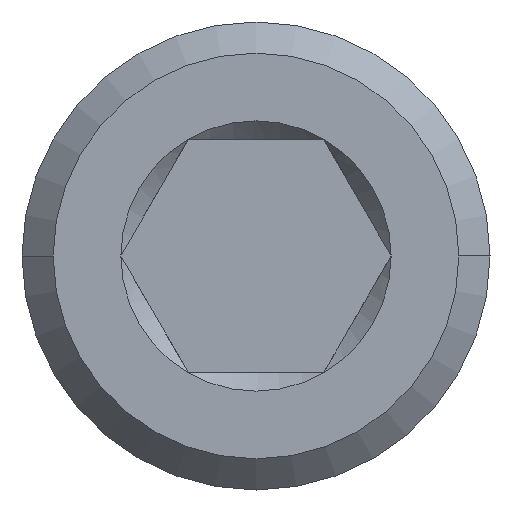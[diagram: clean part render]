
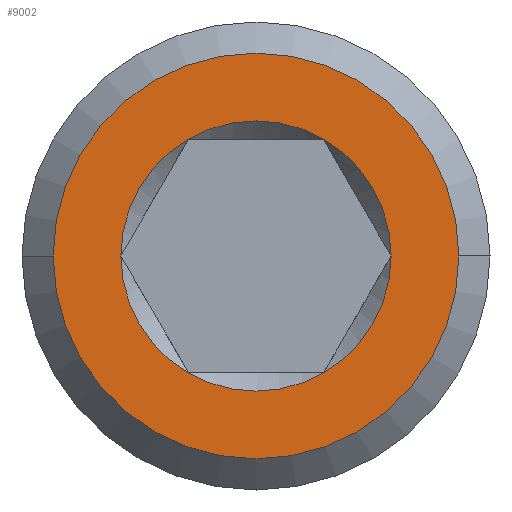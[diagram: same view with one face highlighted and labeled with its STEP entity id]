
A CAD part, left-side view. The second image highlights one B-rep face of the part: STEP entity #9002.
In plain terms, the highlighted planar face has unit normal (-1, 0, 0).
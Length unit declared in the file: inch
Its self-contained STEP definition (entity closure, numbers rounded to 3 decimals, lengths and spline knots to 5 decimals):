
#595 = CIRCLE ( 'NONE', #10616, 0.10825 ) ;
#673 = ORIENTED_EDGE ( 'NONE', *, *, #6600, .F. ) ;
#677 = ORIENTED_EDGE ( 'NONE', *, *, #6599, .F. ) ;
#766 = CIRCLE ( 'NONE', #11712, 0.10825 ) ;
#817 = CIRCLE ( 'NONE', #10615, 0.10825 ) ;
#818 = CIRCLE ( 'NONE', #11713, 0.10825 ) ;
#866 = ORIENTED_EDGE ( 'NONE', *, *, #6597, .F. ) ;
#896 = ORIENTED_EDGE ( 'NONE', *, *, #6616, .F. ) ;
#899 = ORIENTED_EDGE ( 'NONE', *, *, #6613, .F. ) ;
#925 = CIRCLE ( 'NONE', #11711, 0.10825 ) ;
#927 = CIRCLE ( 'NONE', #11714, 0.10825 ) ;
#928 = CIRCLE ( 'NONE', #11716, 0.1625 ) ;
#975 = ORIENTED_EDGE ( 'NONE', *, *, #6594, .F. ) ;
#976 = ORIENTED_EDGE ( 'NONE', *, *, #6586, .F. ) ;
#1051 = ORIENTED_EDGE ( 'NONE', *, *, #6930, .F. ) ;
#1461 = DIRECTION ( 'NONE',  ( 0., 1., 0. ) ) ;
#1462 = DIRECTION ( 'NONE',  ( 1., 0., 0. ) ) ;
#1465 = CARTESIAN_POINT ( 'NONE',  ( -2., 0., 0. ) ) ;
#1875 = VERTEX_POINT ( 'NONE', #2164 ) ;
#1885 = VERTEX_POINT ( 'NONE', #2168 ) ;
#2084 = CARTESIAN_POINT ( 'NONE',  ( -2., -0.05413, -0.09375 ) ) ;
#2090 = CARTESIAN_POINT ( 'NONE',  ( -2., -0.10825, 0. ) ) ;
#2164 = CARTESIAN_POINT ( 'NONE',  ( -2., -0.1625, 0. ) ) ;
#2168 = CARTESIAN_POINT ( 'NONE',  ( -2., 0.1625, 0. ) ) ;
#2176 = VERTEX_POINT ( 'NONE', #2324 ) ;
#2295 = VERTEX_POINT ( 'NONE', #2084 ) ;
#2296 = VERTEX_POINT ( 'NONE', #2090 ) ;
#2299 = VERTEX_POINT ( 'NONE', #2430 ) ;
#2300 = VERTEX_POINT ( 'NONE', #2436 ) ;
#2301 = VERTEX_POINT ( 'NONE', #2432 ) ;
#2324 = CARTESIAN_POINT ( 'NONE',  ( -2., 0.05413, 0.09375 ) ) ;
#2430 = CARTESIAN_POINT ( 'NONE',  ( -2., -0.05413, 0.09375 ) ) ;
#2432 = CARTESIAN_POINT ( 'NONE',  ( -2., 0.10825, 0. ) ) ;
#2436 = CARTESIAN_POINT ( 'NONE',  ( -2., 0.05413, -0.09375 ) ) ;
#6586 = EDGE_CURVE ( 'NONE', #1875, #1885, #928, .T. ) ;
#6594 = EDGE_CURVE ( 'NONE', #2299, #2176, #927, .T. ) ;
#6597 = EDGE_CURVE ( 'NONE', #2296, #2299, #818, .T. ) ;
#6599 = EDGE_CURVE ( 'NONE', #2295, #2296, #766, .T. ) ;
#6600 = EDGE_CURVE ( 'NONE', #2301, #2300, #925, .T. ) ;
#6613 = EDGE_CURVE ( 'NONE', #2176, #2301, #817, .T. ) ;
#6616 = EDGE_CURVE ( 'NONE', #2300, #2295, #595, .T. ) ;
#6930 = EDGE_CURVE ( 'NONE', #1885, #1875, #11725, .T. ) ;
#9002 = ADVANCED_FACE ( 'NONE', ( #11368, #11359 ), #12376, .T. ) ;
#10615 = AXIS2_PLACEMENT_3D ( 'NONE', #13732, #12764, #13308 ) ;
#10616 = AXIS2_PLACEMENT_3D ( 'NONE', #13334, #12809, #12807 ) ;
#10746 = AXIS2_PLACEMENT_3D ( 'NONE', #11070, #11068, #11067 ) ;
#10770 = AXIS2_PLACEMENT_3D ( 'NONE', #12377, #12374, #12373 ) ;
#11067 = DIRECTION ( 'NONE',  ( 0., 1., 0. ) ) ;
#11068 = DIRECTION ( 'NONE',  ( 1., 0., 0. ) ) ;
#11070 = CARTESIAN_POINT ( 'NONE',  ( -2., 0., 0. ) ) ;
#11359 = FACE_OUTER_BOUND ( 'NONE', #12150, .T. ) ;
#11368 = FACE_BOUND ( 'NONE', #12143, .T. ) ;
#11711 = AXIS2_PLACEMENT_3D ( 'NONE', #13986, #13851, #13850 ) ;
#11712 = AXIS2_PLACEMENT_3D ( 'NONE', #13976, #12744, #12741 ) ;
#11713 = AXIS2_PLACEMENT_3D ( 'NONE', #13928, #12723, #12720 ) ;
#11714 = AXIS2_PLACEMENT_3D ( 'NONE', #13936, #13930, #13931 ) ;
#11716 = AXIS2_PLACEMENT_3D ( 'NONE', #1465, #1462, #1461 ) ;
#11725 = CIRCLE ( 'NONE', #10746, 0.1625 ) ;
#12143 = EDGE_LOOP ( 'NONE', ( #866, #677, #896, #673, #899, #975 ) ) ;
#12150 = EDGE_LOOP ( 'NONE', ( #1051, #976 ) ) ;
#12373 = DIRECTION ( 'NONE',  ( 0., -1., 0. ) ) ;
#12374 = DIRECTION ( 'NONE',  ( -1., 0., 0. ) ) ;
#12376 = PLANE ( 'NONE',  #10770 ) ;
#12377 = CARTESIAN_POINT ( 'NONE',  ( -2., 0.1625, 0. ) ) ;
#12720 = DIRECTION ( 'NONE',  ( 0., -1., 0. ) ) ;
#12723 = DIRECTION ( 'NONE',  ( -1., 0., 0. ) ) ;
#12741 = DIRECTION ( 'NONE',  ( 0., -1., 0. ) ) ;
#12744 = DIRECTION ( 'NONE',  ( -1., 0., 0. ) ) ;
#12764 = DIRECTION ( 'NONE',  ( -1., 0., 0. ) ) ;
#12807 = DIRECTION ( 'NONE',  ( 0., -1., 0. ) ) ;
#12809 = DIRECTION ( 'NONE',  ( -1., 0., 0. ) ) ;
#13308 = DIRECTION ( 'NONE',  ( 0., -1., 0. ) ) ;
#13334 = CARTESIAN_POINT ( 'NONE',  ( -2., 0., 0. ) ) ;
#13732 = CARTESIAN_POINT ( 'NONE',  ( -2., 0., 0. ) ) ;
#13850 = DIRECTION ( 'NONE',  ( 0., -1., 0. ) ) ;
#13851 = DIRECTION ( 'NONE',  ( -1., 0., 0. ) ) ;
#13928 = CARTESIAN_POINT ( 'NONE',  ( -2., 0., 0. ) ) ;
#13930 = DIRECTION ( 'NONE',  ( -1., 0., 0. ) ) ;
#13931 = DIRECTION ( 'NONE',  ( 0., -1., 0. ) ) ;
#13936 = CARTESIAN_POINT ( 'NONE',  ( -2., 0., 0. ) ) ;
#13976 = CARTESIAN_POINT ( 'NONE',  ( -2., 0., 0. ) ) ;
#13986 = CARTESIAN_POINT ( 'NONE',  ( -2., 0., 0. ) ) ;
